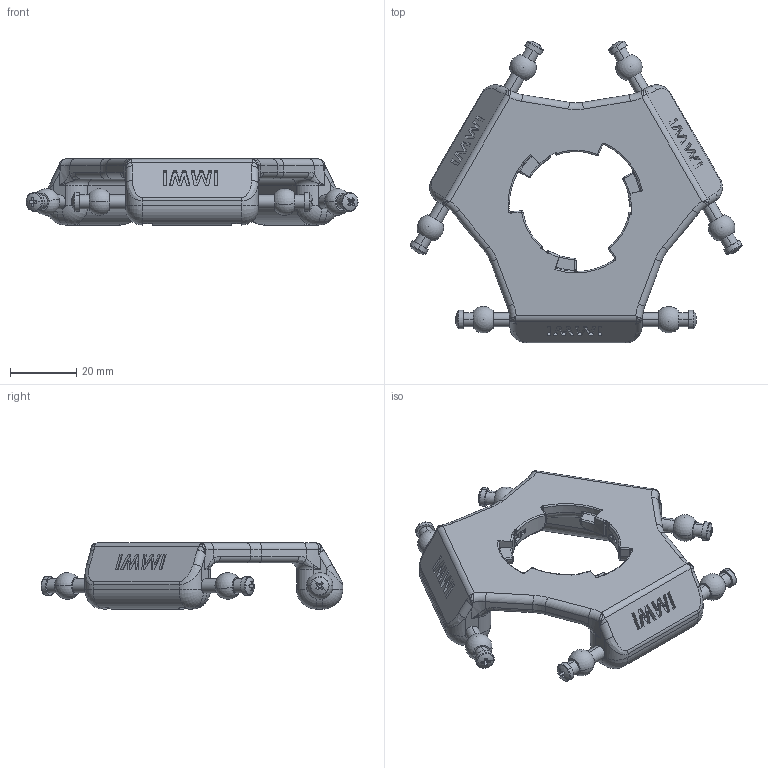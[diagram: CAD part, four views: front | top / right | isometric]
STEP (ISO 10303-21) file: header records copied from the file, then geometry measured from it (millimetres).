
FILE_DESCRIPTION (( 'STEP AP214' ), '1' );
FILE_NAME ('MovingBase.STEP', '2020-02-08T07:23:59', ( '' ), ( '' ), 'SwSTEP 2.0', 'SolidWorks 2018', '' );
FILE_SCHEMA (( 'AUTOMOTIVE_DESIGN' ));
Length unit declared in the file: millimetre
Products named in the file (7): Buffer 5; Joint Ball 1; MovingBase; Nut M3_Nuts M3; M3 x 25; Moving Base; Buffer 3
Assembly tree (31 placements, depth 2):
  MovingBase
    Moving Base
    Nut M3_Nuts M3  x6
    M3 x 25  x6
    Buffer 3  x6
    Buffer 5  x6
    Joint Ball 1  x6
Bounding box: 100.31 x 91.15 x 20 mm (x, y, z)
Volume: 39178.5 mm3; surface area: 19624.2 mm2
Topology: 31 solids, 31 shells, 2859 faces, 7353 edges, 4538 vertices
Faces by surface type: cone 1326, cylinder 868, plane 452, torus 100, bspline 81, sphere 32
Entity records: 32105 total; most frequent: CARTESIAN_POINT 8423, DIRECTION 5100, ORIENTED_EDGE 4880, EDGE_CURVE 2440, AXIS2_PLACEMENT_3D 1999, VERTEX_POINT 1510, LINE 1102, VECTOR 1102
